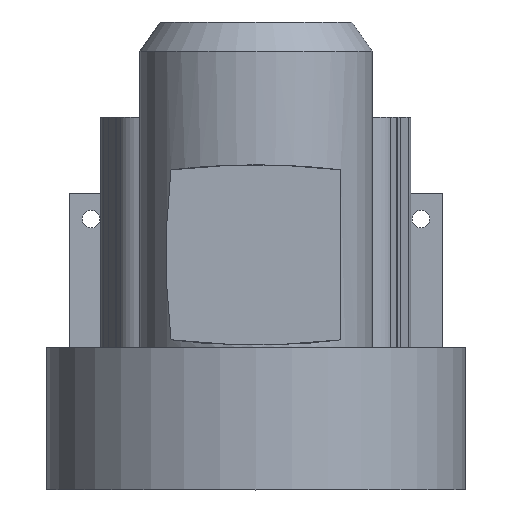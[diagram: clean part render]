
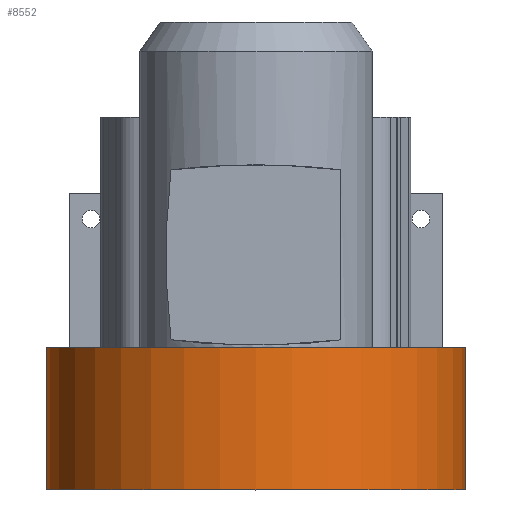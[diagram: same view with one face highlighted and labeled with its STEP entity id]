
A CAD part, front view. The second image highlights one B-rep face of the part: STEP entity #8552.
In plain terms, the highlighted cylindrical face has radius 143 mm (diameter 286 mm), a partial arc.
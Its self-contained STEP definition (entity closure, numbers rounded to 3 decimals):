
#38=CARTESIAN_POINT('',(0.,0.,
-35.));
#39=DIRECTION('',(0.,0.,1.));
#40=DIRECTION('',(-1.,0.,0.));
#41=AXIS2_PLACEMENT_3D('',#38,#39,#40);
#73=DIRECTION('',(0.,0.,-1.));
#74=VECTOR('',#73,97.);
#75=CARTESIAN_POINT('',(-143.,0.,62.));
#76=LINE('',#75,#74);
#356=CARTESIAN_POINT('',(0.,0.,
62.));
#357=DIRECTION('',(0.,0.,-1.));
#358=DIRECTION('',(1.,0.,0.));
#359=AXIS2_PLACEMENT_3D('',#356,#357,#358);
#3184=DIRECTION('',(0.,0.,-1.));
#3185=VECTOR('',#3184,97.);
#3186=CARTESIAN_POINT('',(143.,0.,62.));
#3187=LINE('',#3186,#3185);
#3437=CARTESIAN_POINT('',(143.,0.,
-35.));
#3438=CARTESIAN_POINT('',(-143.,0.,
-35.));
#3439=VERTEX_POINT('',#3437);
#3440=VERTEX_POINT('',#3438);
#3464=CARTESIAN_POINT('',(-143.,0.,
62.));
#3465=VERTEX_POINT('',#3464);
#3466=CARTESIAN_POINT('',(143.,0.,62.));
#3467=VERTEX_POINT('',#3466);
#8541=CARTESIAN_POINT('',(0.,0.,
-35.53));
#8542=DIRECTION('',(0.,0.,1.));
#8543=DIRECTION('',(1.,0.,0.));
#8544=AXIS2_PLACEMENT_3D('',#8541,#8542,#8543);
#8545=CYLINDRICAL_SURFACE('',#8544,143.);
#8546=ORIENTED_EDGE('',*,*,#4274,.F.);
#8547=ORIENTED_EDGE('',*,*,#4314,.F.);
#8548=ORIENTED_EDGE('',*,*,#4460,.F.);
#8549=ORIENTED_EDGE('',*,*,#4317,.T.);
#8550=EDGE_LOOP('',(#8546,#8547,#8548,#8549));
#8551=FACE_OUTER_BOUND('',#8550,.F.);
#8552=ADVANCED_FACE('',(#8551),#8545,.T.);
#42=CIRCLE('',#41,143.);
#360=CIRCLE('',#359,143.);
#4274=EDGE_CURVE('',#3440,#3439,#42,.T.);
#4314=EDGE_CURVE('',#3465,#3440,#76,.T.);
#4317=EDGE_CURVE('',#3467,#3439,#3187,.T.);
#4460=EDGE_CURVE('',#3467,#3465,#360,.T.);
